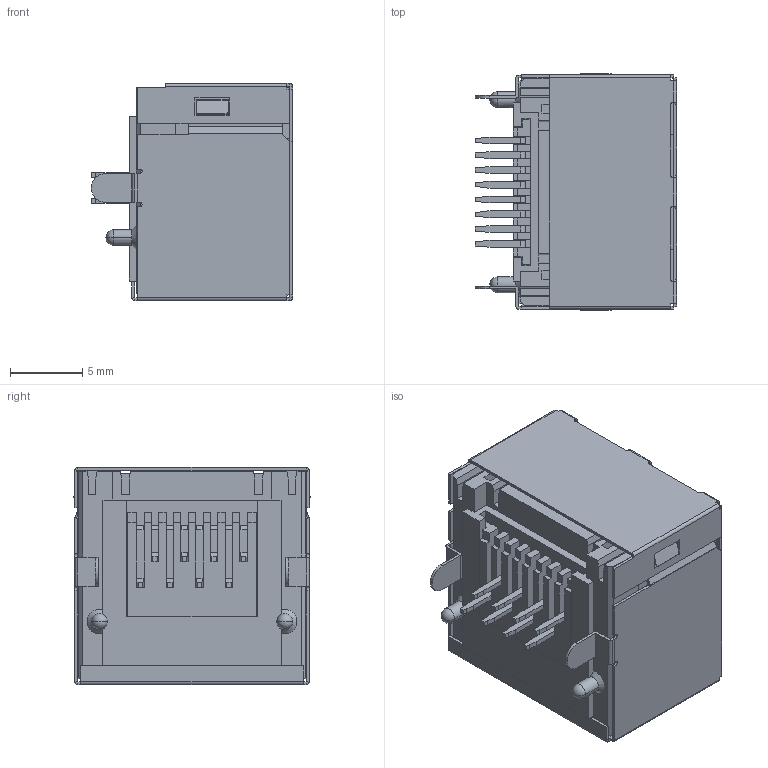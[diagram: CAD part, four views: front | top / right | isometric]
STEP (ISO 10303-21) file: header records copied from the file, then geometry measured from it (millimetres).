
FILE_DESCRIPTION((''),'2;1');
FILE_NAME('RJ001-B-F08S1BY_ASM','2019-03-20T',('Administrator'),(''),'PRO/ENGINEER BY PARAMETRIC TECHNOLOGY CORPORATION, 2012090','PRO/ENGINEER BY PARAMETRIC TECHNOLOGY CORPORATION, 2012090','');
FILE_SCHEMA(('CONFIG_CONTROL_DESIGN'));
Length unit declared in the file: millimetre
Products named in the file (18): MANIFOLD_SOLID_BREP_5817; MANIFOLD_SOLID_BREP_6398; MANIFOLD_SOLID_BREP_6979; MANIFOLD_SOLID_BREP_7200; MANIFOLD_SOLID_BREP_7421; MANIFOLD_SOLID_BREP_7803; MANIFOLD_SOLID_BREP_8185; MANIFOLD_SOLID_BREP_8340; MANIFOLD_SOLID_BREP_8495; MANIFOLD_SOLID_BREP_8950; MANIFOLD_SOLID_BREP_9405; RJ45-SHELL1_1_ASM; RJ45-HOUSING_7; RJ45-COVER_2; RJ45-CONTACT1_2; RJ45-CONTACT2_2; RJ45_ASM_2_ASM; RJ001-B-F08S1BY_ASM
Assembly tree (23 placements, depth 4):
  RJ001-B-F08S1BY_ASM
    RJ45_ASM_2_ASM
      RJ45-SHELL1_1_ASM
        MANIFOLD_SOLID_BREP_5817
        MANIFOLD_SOLID_BREP_6398
        MANIFOLD_SOLID_BREP_6979
        MANIFOLD_SOLID_BREP_7200
        MANIFOLD_SOLID_BREP_7421
        MANIFOLD_SOLID_BREP_7803
        MANIFOLD_SOLID_BREP_8185
        MANIFOLD_SOLID_BREP_8340
        MANIFOLD_SOLID_BREP_8495
        MANIFOLD_SOLID_BREP_8950
        MANIFOLD_SOLID_BREP_9405
      RJ45-HOUSING_7
      RJ45-COVER_2
      RJ45-CONTACT1_2  x4
      RJ45-CONTACT2_2  x4
Bounding box: 13.9 x 16.36 x 15 mm (x, y, z)
Volume: 1240 mm3; surface area: 4128.9 mm2
Topology: 21 solids, 21 shells, 871 faces, 2472 edges, 1612 vertices
Faces by surface type: plane 772, cylinder 93, sphere 4, cone 2
Entity records: 24461 total; most frequent: CARTESIAN_POINT 4332, ORIENTED_EDGE 4252, DIRECTION 3926, EDGE_CURVE 2126, VECTOR 1934, LINE 1934, VERTEX_POINT 1384, AXIS2_PLACEMENT_3D 996
